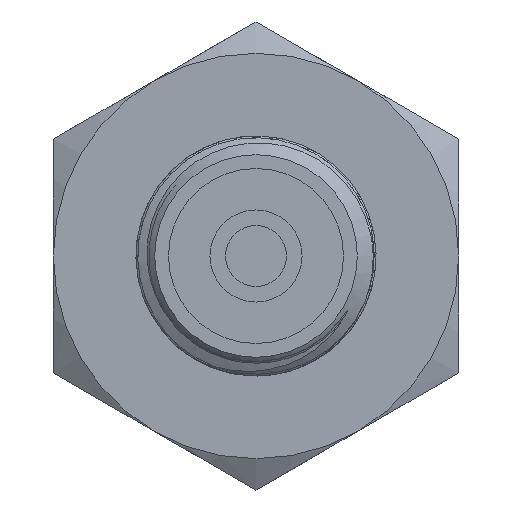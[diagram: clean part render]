
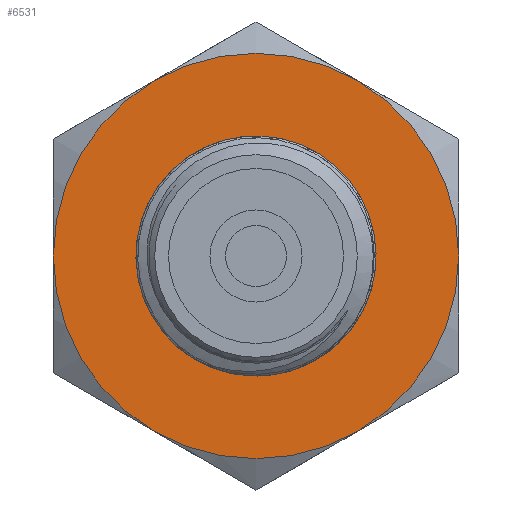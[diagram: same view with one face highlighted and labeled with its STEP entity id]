
A CAD part, left-side view. The second image highlights one B-rep face of the part: STEP entity #6531.
In plain terms, the highlighted planar face has unit normal (-1, 0, 0).
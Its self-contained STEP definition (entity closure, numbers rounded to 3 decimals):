
#373=FACE_BOUND('',#1167,.T.);
#414=PLANE('',#6718);
#763=FACE_OUTER_BOUND('',#1166,.T.);
#1166=EDGE_LOOP('',(#5977,#5978,#5979,#5980,#5981,#5982));
#1167=EDGE_LOOP('',(#5983));
#1237=CIRCLE('',#6669,11.);
#1238=CIRCLE('',#6671,11.);
#1239=CIRCLE('',#6673,11.);
#1240=CIRCLE('',#6675,11.);
#1241=CIRCLE('',#6677,11.);
#1242=CIRCLE('',#6679,11.);
#1258=CIRCLE('',#6717,6.5);
#3077=VERTEX_POINT('',#16061);
#3078=VERTEX_POINT('',#16065);
#3080=VERTEX_POINT('',#16072);
#3082=VERTEX_POINT('',#16082);
#3084=VERTEX_POINT('',#16095);
#3086=VERTEX_POINT('',#16105);
#3114=VERTEX_POINT('',#18869);
#4015=EDGE_CURVE('',#3077,#3078,#1237,.T.);
#4018=EDGE_CURVE('',#3080,#3077,#1238,.T.);
#4021=EDGE_CURVE('',#3082,#3080,#1239,.T.);
#4023=EDGE_CURVE('',#3084,#3082,#1240,.T.);
#4026=EDGE_CURVE('',#3086,#3084,#1241,.T.);
#4029=EDGE_CURVE('',#3078,#3086,#1242,.T.);
#4083=EDGE_CURVE('',#3114,#3114,#1258,.T.);
#5977=ORIENTED_EDGE('',*,*,#4029,.T.);
#5978=ORIENTED_EDGE('',*,*,#4026,.T.);
#5979=ORIENTED_EDGE('',*,*,#4023,.T.);
#5980=ORIENTED_EDGE('',*,*,#4021,.T.);
#5981=ORIENTED_EDGE('',*,*,#4018,.T.);
#5982=ORIENTED_EDGE('',*,*,#4015,.T.);
#5983=ORIENTED_EDGE('',*,*,#4083,.T.);
#6531=ADVANCED_FACE('',(#763,#373),#414,.T.);
#6669=AXIS2_PLACEMENT_3D('',#16069,#7226,#7227);
#6671=AXIS2_PLACEMENT_3D('',#16079,#7230,#7231);
#6673=AXIS2_PLACEMENT_3D('',#16089,#7234,#7235);
#6675=AXIS2_PLACEMENT_3D('',#16096,#7238,#7239);
#6677=AXIS2_PLACEMENT_3D('',#16106,#7242,#7243);
#6679=AXIS2_PLACEMENT_3D('',#16115,#7246,#7247);
#6717=AXIS2_PLACEMENT_3D('',#18871,#7333,#7334);
#6718=AXIS2_PLACEMENT_3D('',#18872,#7335,#7336);
#7226=DIRECTION('center_axis',(-1.,0.,0.));
#7227=DIRECTION('ref_axis',(0.,1.,0.));
#7230=DIRECTION('center_axis',(-1.,0.,0.));
#7231=DIRECTION('ref_axis',(0.,1.,0.));
#7234=DIRECTION('center_axis',(-1.,0.,0.));
#7235=DIRECTION('ref_axis',(0.,1.,0.));
#7238=DIRECTION('center_axis',(-1.,0.,0.));
#7239=DIRECTION('ref_axis',(0.,1.,0.));
#7242=DIRECTION('center_axis',(-1.,0.,0.));
#7243=DIRECTION('ref_axis',(0.,1.,0.));
#7246=DIRECTION('center_axis',(-1.,0.,0.));
#7247=DIRECTION('ref_axis',(0.,1.,0.));
#7333=DIRECTION('center_axis',(1.,0.,0.));
#7334=DIRECTION('ref_axis',(0.,0.,-1.));
#7335=DIRECTION('center_axis',(-1.,0.,0.));
#7336=DIRECTION('ref_axis',(0.,0.,1.));
#16061=CARTESIAN_POINT('',(-36.7,-11.,0.));
#16065=CARTESIAN_POINT('',(-36.7,-5.5,9.526));
#16069=CARTESIAN_POINT('Origin',(-36.7,0.,0.));
#16072=CARTESIAN_POINT('',(-36.7,-5.5,-9.526));
#16079=CARTESIAN_POINT('Origin',(-36.7,0.,0.));
#16082=CARTESIAN_POINT('',(-36.7,5.5,-9.526));
#16089=CARTESIAN_POINT('Origin',(-36.7,0.,0.));
#16095=CARTESIAN_POINT('',(-36.7,11.,0.));
#16096=CARTESIAN_POINT('Origin',(-36.7,0.,0.));
#16105=CARTESIAN_POINT('',(-36.7,5.5,9.526));
#16106=CARTESIAN_POINT('Origin',(-36.7,0.,0.));
#16115=CARTESIAN_POINT('Origin',(-36.7,0.,0.));
#18869=CARTESIAN_POINT('',(-36.7,0.,6.5));
#18871=CARTESIAN_POINT('Origin',(-36.7,0.,0.));
#18872=CARTESIAN_POINT('Origin',(-36.7,11.,0.));
